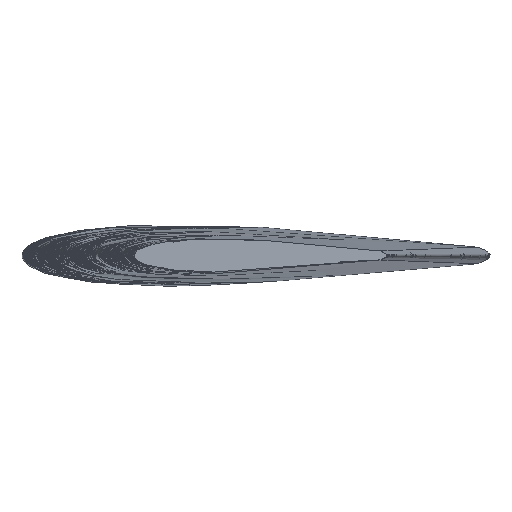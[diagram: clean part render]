
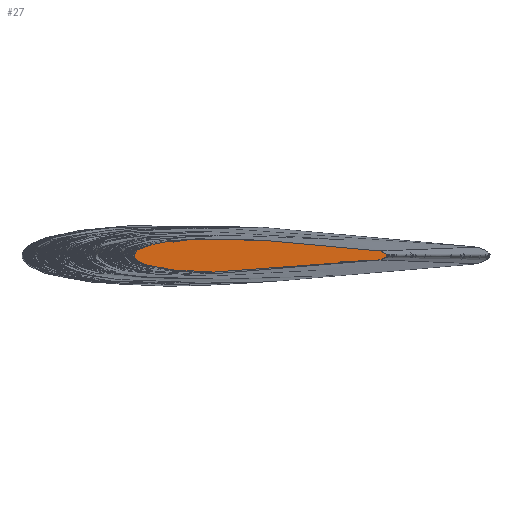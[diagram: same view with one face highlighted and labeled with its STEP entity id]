
A CAD part, front view. The second image highlights one B-rep face of the part: STEP entity #27.
In plain terms, the highlighted planar face has unit normal (0, -1, 0).
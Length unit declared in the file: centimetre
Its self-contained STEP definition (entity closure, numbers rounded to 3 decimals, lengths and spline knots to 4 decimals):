
#4 = EDGE_CURVE ( 'NONE', #56, #52, #266, .T. ) ;
#6 = EDGE_CURVE ( 'NONE', #52, #56, #262, .T. ) ;
#7 = AXIS2_PLACEMENT_3D ( 'NONE', #164, #217, #218 ) ;
#27 = ADVANCED_FACE ( 'NONE', ( #53 ), #138, .F. ) ;
#39 = EDGE_LOOP ( 'NONE', ( #40, #58 ) ) ;
#40 = ORIENTED_EDGE ( 'NONE', *, *, #4, .F. ) ;
#52 = VERTEX_POINT ( 'NONE', #231 ) ;
#53 = FACE_OUTER_BOUND ( 'NONE', #39, .T. ) ;
#56 = VERTEX_POINT ( 'NONE', #220 ) ;
#58 = ORIENTED_EDGE ( 'NONE', *, *, #6, .F. ) ;
#128 = CARTESIAN_POINT ( 'NONE',  ( 3.6467, -124., -0.1427 ) ) ;
#129 = CARTESIAN_POINT ( 'NONE',  ( 4.0895, -124., 0. ) ) ;
#132 = CARTESIAN_POINT ( 'NONE',  ( 3.6467, -124., 0.1427 ) ) ;
#134 = CARTESIAN_POINT ( 'NONE',  ( 3.0982, -124., -0.2098 ) ) ;
#135 = CARTESIAN_POINT ( 'NONE',  ( 3.6467, -124., -0.1427 ) ) ;
#138 = PLANE ( 'NONE',  #7 ) ;
#139 = CARTESIAN_POINT ( 'NONE',  ( 2.2389, -124., -0.3044 ) ) ;
#140 = CARTESIAN_POINT ( 'NONE',  ( 1.0943, -124., -0.4077 ) ) ;
#141 = CARTESIAN_POINT ( 'NONE',  ( 0.1163, -124., -0.4794 ) ) ;
#142 = CARTESIAN_POINT ( 'NONE',  ( -0.796, -124., -0.5242 ) ) ;
#143 = CARTESIAN_POINT ( 'NONE',  ( -1.56, -124., -0.5344 ) ) ;
#144 = CARTESIAN_POINT ( 'NONE',  ( -2.1284, -124., -0.5249 ) ) ;
#145 = CARTESIAN_POINT ( 'NONE',  ( -2.5885, -124., -0.5015 ) ) ;
#146 = CARTESIAN_POINT ( 'NONE',  ( -3.0938, -124., -0.4551 ) ) ;
#147 = CARTESIAN_POINT ( 'NONE',  ( -3.5621, -124., -0.3719 ) ) ;
#148 = CARTESIAN_POINT ( 'NONE',  ( -3.9476, -124., -0.2785 ) ) ;
#149 = CARTESIAN_POINT ( 'NONE',  ( -4.2699, -124., -0.0519 ) ) ;
#150 = CARTESIAN_POINT ( 'NONE',  ( -4.1363, -124., 0.1542 ) ) ;
#151 = CARTESIAN_POINT ( 'NONE',  ( -3.9205, -124., 0.27 ) ) ;
#152 = CARTESIAN_POINT ( 'NONE',  ( -3.5529, -124., 0.3816 ) ) ;
#153 = CARTESIAN_POINT ( 'NONE',  ( -3.0958, -124., 0.4531 ) ) ;
#154 = CARTESIAN_POINT ( 'NONE',  ( -2.5878, -124., 0.5022 ) ) ;
#155 = CARTESIAN_POINT ( 'NONE',  ( -2.1285, -124., 0.5247 ) ) ;
#156 = CARTESIAN_POINT ( 'NONE',  ( -1.56, -124., 0.5345 ) ) ;
#157 = CARTESIAN_POINT ( 'NONE',  ( -0.7961, -124., 0.5242 ) ) ;
#158 = CARTESIAN_POINT ( 'NONE',  ( 0.1163, -124., 0.4794 ) ) ;
#159 = CARTESIAN_POINT ( 'NONE',  ( 1.0943, -124., 0.4077 ) ) ;
#160 = CARTESIAN_POINT ( 'NONE',  ( 2.2389, -124., 0.3044 ) ) ;
#161 = CARTESIAN_POINT ( 'NONE',  ( 3.0982, -124., 0.2098 ) ) ;
#162 = CARTESIAN_POINT ( 'NONE',  ( 3.6467, -124., 0.1427 ) ) ;
#164 = CARTESIAN_POINT ( 'NONE',  ( 3.8681, -124., 0. ) ) ;
#217 = DIRECTION ( 'NONE',  ( 0., 1., 0. ) ) ;
#218 = DIRECTION ( 'NONE',  ( 0., 0., 1. ) ) ;
#220 = CARTESIAN_POINT ( 'NONE',  ( 3.6467, -124., 0.1427 ) ) ;
#231 = CARTESIAN_POINT ( 'NONE',  ( 3.6467, -124., -0.1427 ) ) ;
#262 = B_SPLINE_CURVE_WITH_KNOTS ( 'NONE', 3,
 ( #135, #134, #139, #140, #141, #142, #143, #144, #145, #146, #147, #148, #149, #150, #151, #152, #153, #154, #155, #156, #157, #158, #159, #160, #161, #162 ),
 .UNSPECIFIED., .F., .F.,
 ( 4, 1, 1, 1, 1, 1, 1, 1, 1, 1, 1, 1, 1, 1, 1, 1, 1, 1, 1, 1, 1, 1, 1, 4 ),
 ( 0., 0.1035, 0.1619, 0.2153, 0.2872, 0.333, 0.3584, 0.3938, 0.4191, 0.4539, 0.4805, 0.4997, 0.5099, 0.5195, 0.5461, 0.5809, 0.6062, 0.6416, 0.667, 0.7128, 0.7847, 0.8381, 0.8965, 1. ),
 .UNSPECIFIED. ) ;
#266 = B_SPLINE_CURVE_WITH_KNOTS ( 'NONE', 2,
 ( #132, #129, #128 ),
 .UNSPECIFIED., .F., .F.,
 ( 3, 3 ),
 ( 0., 1. ),
 .UNSPECIFIED. ) ;
